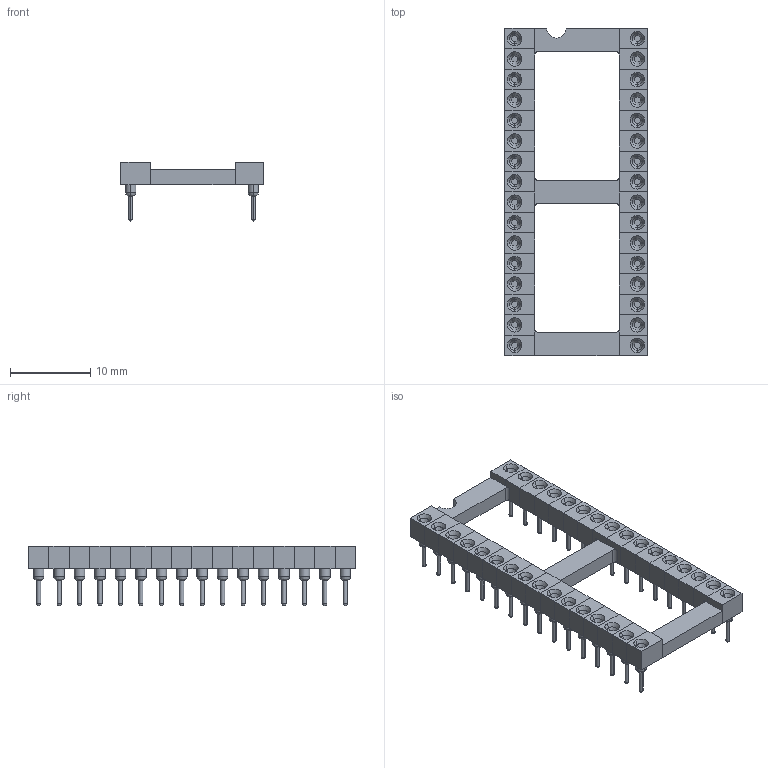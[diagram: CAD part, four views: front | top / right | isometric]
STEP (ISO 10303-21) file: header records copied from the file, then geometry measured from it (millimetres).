
FILE_DESCRIPTION((''),'2;1');
FILE_NAME('DIPS32-600.stp','2012-04-30T16:59:34',(''),(''),'Mechanical Desktop 2011','Mechanical Desktop 2011',', , ');
FILE_SCHEMA(('AUTOMOTIVE_DESIGN { 1 2 10303 214 1 1 1 1 }'));
Length unit declared in the file: millimetre
Products named in the file (1): Product
Bounding box: 17.7 x 40.64 x 7.37 mm (x, y, z)
Volume: 992.7 mm3; surface area: 3237.9 mm2
Topology: 131 solids, 131 shells, 956 faces, 1858 edges, 1100 vertices
Faces by surface type: plane 371, cylinder 329, cone 128, bspline 64, sphere 64
Entity records: 26465 total; most frequent: CARTESIAN_POINT 6667, DIRECTION 4494, ORIENTED_EDGE 3588, AXIS2_PLACEMENT_3D 1807, EDGE_CURVE 1794, VERTEX_POINT 1100, EDGE_LOOP 1020, FACE_OUTER_BOUND 956
